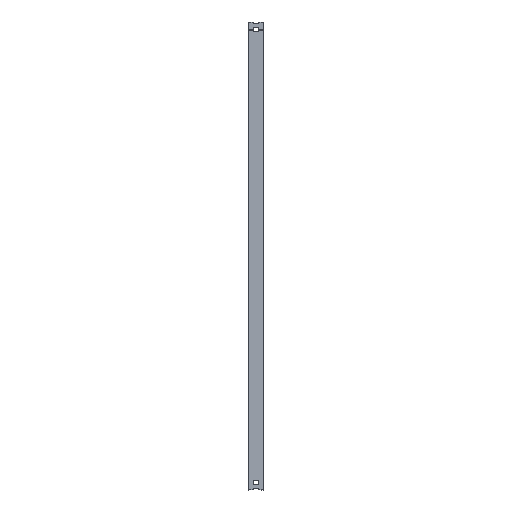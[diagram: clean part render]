
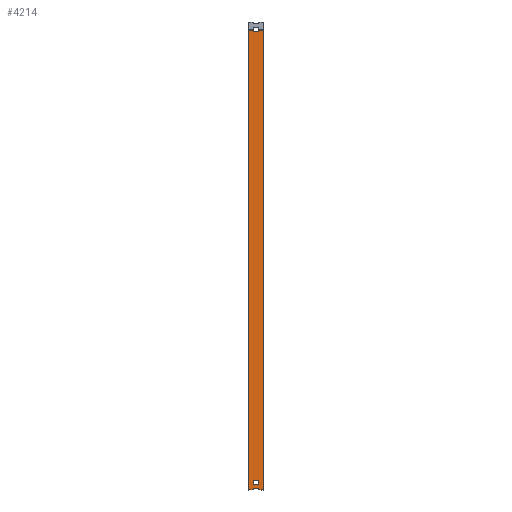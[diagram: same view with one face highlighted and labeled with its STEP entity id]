
A CAD part, front view. The second image highlights one B-rep face of the part: STEP entity #4214.
In plain terms, the highlighted planar face has unit normal (0, -1, 0).
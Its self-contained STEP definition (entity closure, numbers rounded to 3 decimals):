
#504=DIRECTION('',(-1.,0.,0.));
#505=VECTOR('',#504,26.);
#506=CARTESIAN_POINT('',(13.,0.,2986.46));
#507=LINE('',#506,#505);
#508=DIRECTION('',(0.,0.,-1.));
#509=VECTOR('',#508,7.095);
#510=CARTESIAN_POINT('',(15.,0.,2995.555));
#511=LINE('',#510,#509);
#512=DIRECTION('',(0.,0.,-1.));
#513=VECTOR('',#512,2995.555);
#514=CARTESIAN_POINT('',(48.,0.,2995.555));
#515=LINE('',#514,#513);
#516=DIRECTION('',(0.707,0.,-0.707));
#517=VECTOR('',#516,4.243);
#518=CARTESIAN_POINT('',(15.,0.,3.));
#519=LINE('',#518,#517);
#520=CARTESIAN_POINT('',(13.,0.,10.708));
#521=DIRECTION('',(0.,1.,0.));
#522=DIRECTION('',(0.,0.,1.));
#523=AXIS2_PLACEMENT_3D('',#520,#521,#522);
#525=CARTESIAN_POINT('',(-13.,0.,10.708));
#526=DIRECTION('',(0.,1.,0.));
#527=DIRECTION('',(-1.,0.,0.));
#528=AXIS2_PLACEMENT_3D('',#525,#526,#527);
#530=DIRECTION('',(0.707,0.,0.707));
#531=VECTOR('',#530,4.243);
#532=CARTESIAN_POINT('',(-18.,0.,0.));
#533=LINE('',#532,#531);
#534=DIRECTION('',(0.,0.,1.));
#535=VECTOR('',#534,2995.555);
#536=CARTESIAN_POINT('',(-48.,0.,0.));
#537=LINE('',#536,#535);
#538=DIRECTION('',(0.,0.,-1.));
#539=VECTOR('',#538,7.095);
#540=CARTESIAN_POINT('',(-15.,0.,2995.555));
#541=LINE('',#540,#539);
#542=DIRECTION('',(1.,0.,0.));
#543=VECTOR('',#542,26.);
#544=CARTESIAN_POINT('',(-13.,0.,63.546));
#545=LINE('',#544,#543);
#546=DIRECTION('',(0.,0.,1.));
#547=VECTOR('',#546,21.416);
#548=CARTESIAN_POINT('',(-15.,0.,40.13));
#549=LINE('',#548,#547);
#550=DIRECTION('',(-1.,0.,0.));
#551=VECTOR('',#550,26.);
#552=CARTESIAN_POINT('',(13.,0.,38.13));
#553=LINE('',#552,#551);
#554=DIRECTION('',(0.,0.,-1.));
#555=VECTOR('',#554,21.416);
#556=CARTESIAN_POINT('',(15.,0.,61.546));
#557=LINE('',#556,#555);
#571=CARTESIAN_POINT('',(-13.,0.,2988.46));
#572=DIRECTION('',(0.,1.,0.));
#573=DIRECTION('',(0.,0.,-1.));
#574=AXIS2_PLACEMENT_3D('',#571,#572,#573);
#589=DIRECTION('',(-1.,0.,0.));
#590=VECTOR('',#589,33.);
#591=CARTESIAN_POINT('',(48.,0.,2995.555));
#592=LINE('',#591,#590);
#598=DIRECTION('',(-1.,0.,0.));
#599=VECTOR('',#598,33.);
#600=CARTESIAN_POINT('',(-15.,0.,2995.555));
#601=LINE('',#600,#599);
#615=CARTESIAN_POINT('',(13.,0.,2988.46));
#616=DIRECTION('',(0.,1.,0.));
#617=DIRECTION('',(1.,0.,0.));
#618=AXIS2_PLACEMENT_3D('',#615,#616,#617);
#742=DIRECTION('',(-1.,0.,0.));
#743=VECTOR('',#742,30.);
#744=CARTESIAN_POINT('',(48.,0.,0.));
#745=LINE('',#744,#743);
#758=DIRECTION('',(0.,0.,1.));
#759=VECTOR('',#758,7.708);
#760=CARTESIAN_POINT('',(15.,0.,3.));
#761=LINE('',#760,#759);
#774=DIRECTION('',(1.,0.,0.));
#775=VECTOR('',#774,26.);
#776=CARTESIAN_POINT('',(-13.,0.,12.708));
#777=LINE('',#776,#775);
#786=DIRECTION('',(0.,0.,-1.));
#787=VECTOR('',#786,7.708);
#788=CARTESIAN_POINT('',(-15.,0.,10.708));
#789=LINE('',#788,#787);
#806=DIRECTION('',(-1.,0.,0.));
#807=VECTOR('',#806,30.);
#808=CARTESIAN_POINT('',(-18.,0.,0.));
#809=LINE('',#808,#807);
#2283=CARTESIAN_POINT('',(-13.,0.,40.13));
#2284=DIRECTION('',(0.,1.,0.));
#2285=DIRECTION('',(0.,0.,-1.));
#2286=AXIS2_PLACEMENT_3D('',#2283,#2284,#2285);
#2301=CARTESIAN_POINT('',(13.,0.,40.13));
#2302=DIRECTION('',(0.,1.,0.));
#2303=DIRECTION('',(1.,0.,0.));
#2304=AXIS2_PLACEMENT_3D('',#2301,#2302,#2303);
#2319=CARTESIAN_POINT('',(13.,0.,61.546));
#2320=DIRECTION('',(0.,1.,0.));
#2321=DIRECTION('',(0.,0.,1.));
#2322=AXIS2_PLACEMENT_3D('',#2319,#2320,#2321);
#2337=CARTESIAN_POINT('',(-13.,0.,61.546));
#2338=DIRECTION('',(0.,1.,0.));
#2339=DIRECTION('',(-1.,0.,0.));
#2340=AXIS2_PLACEMENT_3D('',#2337,#2338,#2339);
#2772=CARTESIAN_POINT('',(-15.,0.,10.708));
#2773=CARTESIAN_POINT('',(-15.,0.,3.));
#2774=VERTEX_POINT('',#2772);
#2775=VERTEX_POINT('',#2773);
#2780=CARTESIAN_POINT('',(-18.,0.,0.));
#2781=CARTESIAN_POINT('',(-48.,0.,0.));
#2782=VERTEX_POINT('',#2780);
#2783=VERTEX_POINT('',#2781);
#2794=CARTESIAN_POINT('',(48.,0.,0.));
#2795=CARTESIAN_POINT('',(18.,0.,0.));
#2796=VERTEX_POINT('',#2794);
#2797=VERTEX_POINT('',#2795);
#2798=CARTESIAN_POINT('',(15.,0.,3.));
#2799=CARTESIAN_POINT('',(15.,0.,10.708));
#2800=VERTEX_POINT('',#2798);
#2801=VERTEX_POINT('',#2799);
#2820=CARTESIAN_POINT('',(-13.,0.,12.708));
#2821=VERTEX_POINT('',#2820);
#2874=CARTESIAN_POINT('',(13.,0.,12.708));
#2875=VERTEX_POINT('',#2874);
#3102=CARTESIAN_POINT('',(-48.,0.,2995.555));
#3104=VERTEX_POINT('',#3102);
#3203=CARTESIAN_POINT('',(48.,0.,2995.555));
#3204=VERTEX_POINT('',#3203);
#3259=CARTESIAN_POINT('',(15.,0.,2995.555));
#3261=VERTEX_POINT('',#3259);
#3263=CARTESIAN_POINT('',(-15.,0.,2995.555));
#3265=VERTEX_POINT('',#3263);
#3275=CARTESIAN_POINT('',(-15.,0.,2988.46));
#3277=VERTEX_POINT('',#3275);
#3279=CARTESIAN_POINT('',(-13.,0.,2986.46));
#3281=VERTEX_POINT('',#3279);
#3291=CARTESIAN_POINT('',(13.,0.,2986.46));
#3293=VERTEX_POINT('',#3291);
#3295=CARTESIAN_POINT('',(15.,0.,2988.46));
#3297=VERTEX_POINT('',#3295);
#3307=CARTESIAN_POINT('',(-15.,0.,40.13));
#3309=VERTEX_POINT('',#3307);
#3311=CARTESIAN_POINT('',(-13.,0.,38.13));
#3313=VERTEX_POINT('',#3311);
#3315=CARTESIAN_POINT('',(-13.,0.,63.546));
#3317=VERTEX_POINT('',#3315);
#3319=CARTESIAN_POINT('',(-15.,0.,61.546));
#3321=VERTEX_POINT('',#3319);
#3323=CARTESIAN_POINT('',(13.,0.,38.13));
#3325=VERTEX_POINT('',#3323);
#3327=CARTESIAN_POINT('',(15.,0.,40.13));
#3329=VERTEX_POINT('',#3327);
#3331=CARTESIAN_POINT('',(15.,0.,61.546));
#3333=VERTEX_POINT('',#3331);
#3335=CARTESIAN_POINT('',(13.,0.,63.546));
#3337=VERTEX_POINT('',#3335);
#4154=CARTESIAN_POINT('',(0.,0.,3050.));
#4155=DIRECTION('',(0.,1.,0.));
#4156=DIRECTION('',(-1.,0.,0.));
#4157=AXIS2_PLACEMENT_3D('',#4154,#4155,#4156);
#4158=PLANE('',#4157);
#4160=ORIENTED_EDGE('',*,*,#4159,.F.);
#4162=ORIENTED_EDGE('',*,*,#4161,.F.);
#4164=ORIENTED_EDGE('',*,*,#4163,.F.);
#4166=ORIENTED_EDGE('',*,*,#4165,.F.);
#4168=ORIENTED_EDGE('',*,*,#4167,.T.);
#4170=ORIENTED_EDGE('',*,*,#4169,.T.);
#4172=ORIENTED_EDGE('',*,*,#4171,.F.);
#4174=ORIENTED_EDGE('',*,*,#4173,.T.);
#4176=ORIENTED_EDGE('',*,*,#4175,.F.);
#4178=ORIENTED_EDGE('',*,*,#4177,.F.);
#4180=ORIENTED_EDGE('',*,*,#4179,.F.);
#4182=ORIENTED_EDGE('',*,*,#4181,.T.);
#4184=ORIENTED_EDGE('',*,*,#4183,.F.);
#4186=ORIENTED_EDGE('',*,*,#4185,.T.);
#4187=ORIENTED_EDGE('',*,*,#4144,.T.);
#4189=ORIENTED_EDGE('',*,*,#4188,.F.);
#4191=ORIENTED_EDGE('',*,*,#4190,.T.);
#4193=ORIENTED_EDGE('',*,*,#4192,.F.);
#4194=EDGE_LOOP('',(#4160,#4162,#4164,#4166,#4168,#4170,#4172,#4174,#4176,#4178,
#4180,#4182,#4184,#4186,#4187,#4189,#4191,#4193));
#4195=FACE_OUTER_BOUND('',#4194,.F.);
#4197=ORIENTED_EDGE('',*,*,#4196,.F.);
#4199=ORIENTED_EDGE('',*,*,#4198,.F.);
#4201=ORIENTED_EDGE('',*,*,#4200,.F.);
#4203=ORIENTED_EDGE('',*,*,#4202,.F.);
#4205=ORIENTED_EDGE('',*,*,#4204,.F.);
#4207=ORIENTED_EDGE('',*,*,#4206,.F.);
#4209=ORIENTED_EDGE('',*,*,#4208,.F.);
#4211=ORIENTED_EDGE('',*,*,#4210,.F.);
#4212=EDGE_LOOP('',(#4197,#4199,#4201,#4203,#4205,#4207,#4209,#4211));
#4213=FACE_BOUND('',#4212,.F.);
#4214=ADVANCED_FACE('',(#4195,#4213),#4158,.F.);
#524=CIRCLE('',#523,2.);
#529=CIRCLE('',#528,2.);
#575=CIRCLE('',#574,2.);
#619=CIRCLE('',#618,2.);
#2287=CIRCLE('',#2286,2.);
#2305=CIRCLE('',#2304,2.);
#2323=CIRCLE('',#2322,2.);
#2341=CIRCLE('',#2340,2.);
#4144=EDGE_CURVE('',#2783,#3104,#537,.T.);
#4159=EDGE_CURVE('',#3293,#3281,#507,.T.);
#4161=EDGE_CURVE('',#3297,#3293,#619,.T.);
#4163=EDGE_CURVE('',#3261,#3297,#511,.T.);
#4165=EDGE_CURVE('',#3204,#3261,#592,.T.);
#4167=EDGE_CURVE('',#3204,#2796,#515,.T.);
#4169=EDGE_CURVE('',#2796,#2797,#745,.T.);
#4171=EDGE_CURVE('',#2800,#2797,#519,.T.);
#4173=EDGE_CURVE('',#2800,#2801,#761,.T.);
#4175=EDGE_CURVE('',#2875,#2801,#524,.T.);
#4177=EDGE_CURVE('',#2821,#2875,#777,.T.);
#4179=EDGE_CURVE('',#2774,#2821,#529,.T.);
#4181=EDGE_CURVE('',#2774,#2775,#789,.T.);
#4183=EDGE_CURVE('',#2782,#2775,#533,.T.);
#4185=EDGE_CURVE('',#2782,#2783,#809,.T.);
#4188=EDGE_CURVE('',#3265,#3104,#601,.T.);
#4190=EDGE_CURVE('',#3265,#3277,#541,.T.);
#4192=EDGE_CURVE('',#3281,#3277,#575,.T.);
#4196=EDGE_CURVE('',#3317,#3337,#545,.T.);
#4198=EDGE_CURVE('',#3321,#3317,#2341,.T.);
#4200=EDGE_CURVE('',#3309,#3321,#549,.T.);
#4202=EDGE_CURVE('',#3313,#3309,#2287,.T.);
#4204=EDGE_CURVE('',#3325,#3313,#553,.T.);
#4206=EDGE_CURVE('',#3329,#3325,#2305,.T.);
#4208=EDGE_CURVE('',#3333,#3329,#557,.T.);
#4210=EDGE_CURVE('',#3337,#3333,#2323,.T.);
